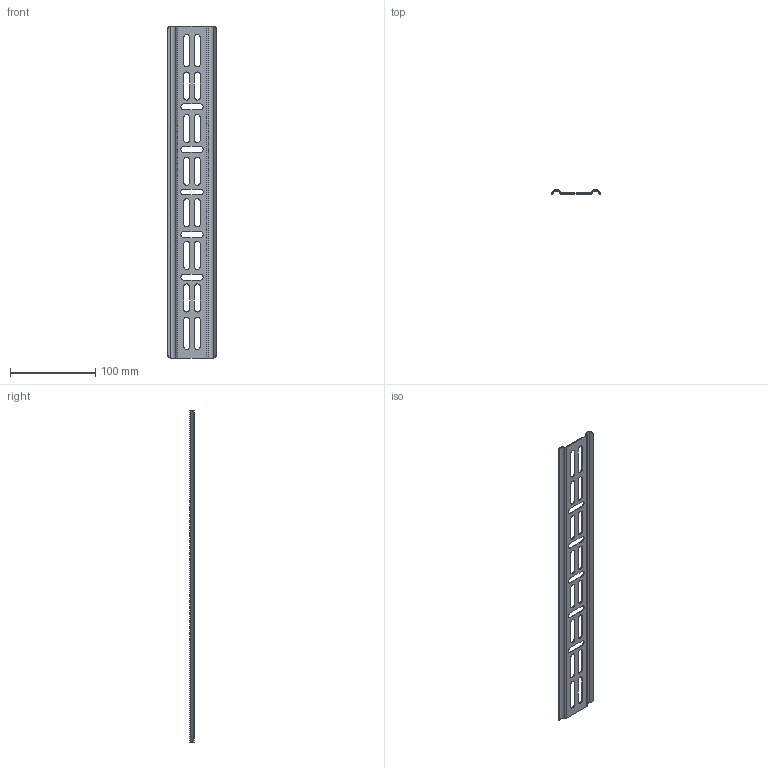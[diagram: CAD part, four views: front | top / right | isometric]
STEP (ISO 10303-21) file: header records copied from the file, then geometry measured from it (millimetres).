
FILE_DESCRIPTION(/* description */ (''),/* implementation_level */ '2;1');
FILE_NAME(/* name */ 'BZK400.stp',/* time_stamp */ '2020-11-17T08:20:27+01:00',/* author */ ('stanislaw.luczak'),/* organization */ (''),/* preprocessor_version */ 'ST-DEVELOPER v18.1',/* originating_system */ 'Autodesk Inventor 2021',/* authorisation */ '');
FILE_SCHEMA (('AUTOMOTIVE_DESIGN { 1 0 10303 214 3 1 1 }'));
Length unit declared in the file: millimetre
Products named in the file (1): BZK400
Bounding box: 58.37 x 4.99 x 390 mm (x, y, z)
Volume: 20443.1 mm3; surface area: 43309.6 mm2
Topology: 1 solids, 1 shells, 118 faces, 324 edges, 208 vertices
Faces by surface type: plane 60, cylinder 54, bspline 4
Entity records: 3925 total; most frequent: CARTESIAN_POINT 735, DIRECTION 654, ORIENTED_EDGE 648, EDGE_CURVE 324, AXIS2_PLACEMENT_3D 223, LINE 208, VECTOR 208, VERTEX_POINT 208
